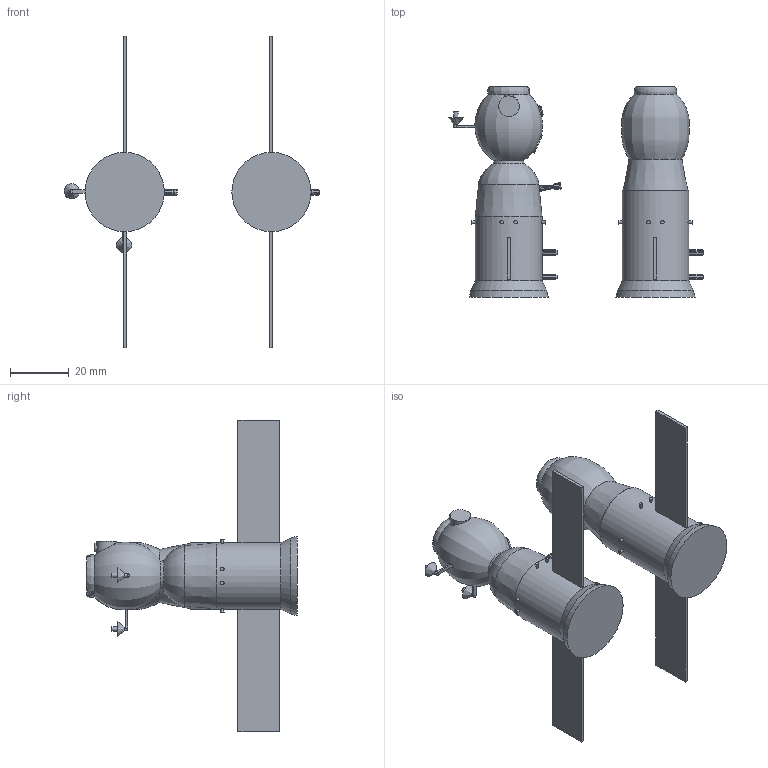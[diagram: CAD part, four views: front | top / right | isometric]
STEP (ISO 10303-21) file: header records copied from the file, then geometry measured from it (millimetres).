
FILE_DESCRIPTION(/* description */ (''),/* implementation_level */ '2;1');
FILE_NAME(/* name */ 'Soyuz_and_Progress_CAD.step',/* time_stamp */ '2020-09-15T01:40:10-05:00',/* author */ (''),/* organization */ (''),/* preprocessor_version */ 'ST-DEVELOPER v18.1',/* originating_system */ 'Autodesk Translation Framework v9.3.0.1241',/* authorisation */ '');
FILE_SCHEMA (('AUTOMOTIVE_DESIGN { 1 0 10303 214 3 1 1 }'));
Length unit declared in the file: millimetre
Products named in the file (2): SOyuz; Soyuz_1
Assembly tree (1 placements, depth 2):
  SOyuz
    Soyuz_1
Bounding box: 87.21 x 71.69 x 106 mm (x, y, z)
Volume: 54030.3 mm3; surface area: 17948.7 mm2
Topology: 5 solids, 5 shells, 253 faces, 564 edges, 356 vertices
Faces by surface type: plane 207, bspline 23, cylinder 15, cone 8
Full cylindrical faces by diameter (mm): 1.225 x2, 1.5 x2, 1.587 x2, 2.9 x1, 2.995 x1, 4.089 x1, 6.805 x1, 6.98 x1, 12.7 x2, 22.76 x2
Entity records: 11817 total; most frequent: CARTESIAN_POINT 6223, ORIENTED_EDGE 1126, DIRECTION 1114, EDGE_CURVE 563, LINE 380, VECTOR 380, AXIS2_PLACEMENT_3D 367, VERTEX_POINT 356
